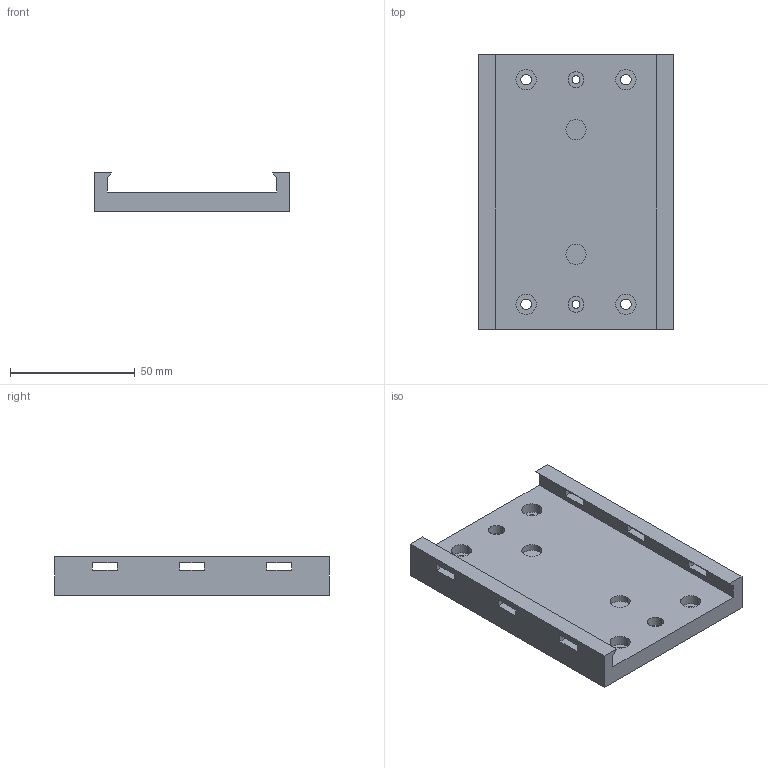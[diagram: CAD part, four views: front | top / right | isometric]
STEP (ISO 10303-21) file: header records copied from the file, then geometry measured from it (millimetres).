
FILE_DESCRIPTION (( 'STEP AP214' ), '1' );
FILE_NAME ('slide_female.STEP', '2023-06-08T19:27:14', ( '' ), ( '' ), 'SwSTEP 2.0', 'SolidWorks 2023', '' );
FILE_SCHEMA (( 'AUTOMOTIVE_DESIGN' ));
Length unit declared in the file: millimetre
Products named in the file (1): slide_female
Bounding box: 78.1 x 110 x 15.4 mm (x, y, z)
Volume: 72536 mm3; surface area: 25503.1 mm2
Topology: 1 solids, 1 shells, 72 faces, 186 edges, 124 vertices
Faces by surface type: plane 44, cylinder 28
Entity records: 2277 total; most frequent: DIRECTION 388, CARTESIAN_POINT 383, ORIENTED_EDGE 372, EDGE_CURVE 186, LINE 130, VECTOR 130, AXIS2_PLACEMENT_3D 129, VERTEX_POINT 124
